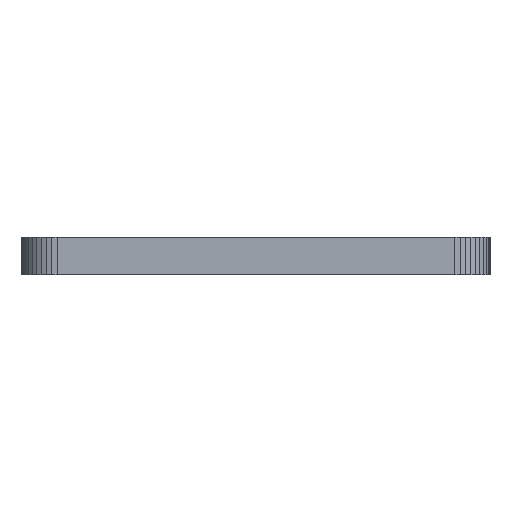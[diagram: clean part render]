
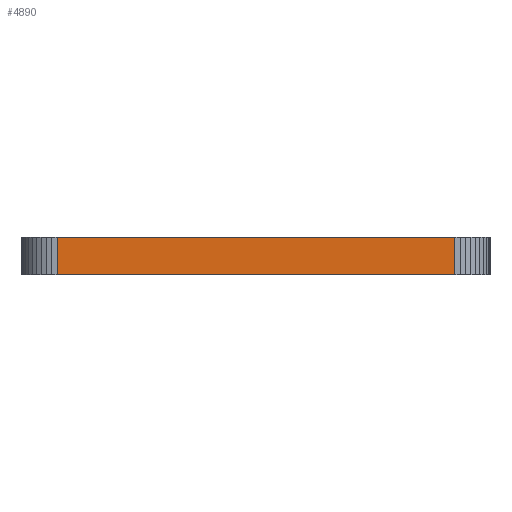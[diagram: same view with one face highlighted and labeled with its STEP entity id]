
A CAD part, front view. The second image highlights one B-rep face of the part: STEP entity #4890.
In plain terms, the highlighted planar face has unit normal (0, -1, 0).
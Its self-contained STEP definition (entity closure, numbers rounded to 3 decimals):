
#90 = PLANE('',#91);
#91 = AXIS2_PLACEMENT_3D('',#92,#93,#94);
#92 = CARTESIAN_POINT('',(0.,17.,1.6));
#93 = DIRECTION('',(-0.,-0.,-1.));
#94 = DIRECTION('',(-1.,0.,0.));
#144 = PLANE('',#145);
#145 = AXIS2_PLACEMENT_3D('',#146,#147,#148);
#146 = CARTESIAN_POINT('',(0.,17.,0.));
#147 = DIRECTION('',(-0.,-0.,-1.));
#148 = DIRECTION('',(-1.,0.,0.));
#785 = VERTEX_POINT('',#786);
#786 = CARTESIAN_POINT('',(8.5,-8.5,0.));
#800 = PLANE('',#801);
#801 = AXIS2_PLACEMENT_3D('',#802,#803,#804);
#802 = CARTESIAN_POINT('',(8.735,-8.482,0.));
#803 = DIRECTION('',(0.078,-0.997,0.));
#804 = DIRECTION('',(-0.997,-0.078,0.));
#812 = EDGE_CURVE('',#785,#813,#815,.T.);
#813 = VERTEX_POINT('',#814);
#814 = CARTESIAN_POINT('',(-8.5,-8.5,0.));
#815 = SURFACE_CURVE('',#816,(#820,#827),.PCURVE_S1.);
#816 = LINE('',#817,#818);
#817 = CARTESIAN_POINT('',(8.5,-8.5,0.));
#818 = VECTOR('',#819,1.);
#819 = DIRECTION('',(-1.,0.,0.));
#820 = PCURVE('',#144,#821);
#821 = DEFINITIONAL_REPRESENTATION('',(#822),#826);
#822 = LINE('',#823,#824);
#823 = CARTESIAN_POINT('',(-8.5,-25.5));
#824 = VECTOR('',#825,1.);
#825 = DIRECTION('',(1.,0.));
#826 = ( GEOMETRIC_REPRESENTATION_CONTEXT(2) 
PARAMETRIC_REPRESENTATION_CONTEXT() REPRESENTATION_CONTEXT('2D SPACE',''
  ) );
#827 = PCURVE('',#828,#833);
#828 = PLANE('',#829);
#829 = AXIS2_PLACEMENT_3D('',#830,#831,#832);
#830 = CARTESIAN_POINT('',(8.5,-8.5,0.));
#831 = DIRECTION('',(0.,-1.,0.));
#832 = DIRECTION('',(-1.,0.,0.));
#833 = DEFINITIONAL_REPRESENTATION('',(#834),#838);
#834 = LINE('',#835,#836);
#835 = CARTESIAN_POINT('',(0.,-0.));
#836 = VECTOR('',#837,1.);
#837 = DIRECTION('',(1.,0.));
#838 = ( GEOMETRIC_REPRESENTATION_CONTEXT(2) 
PARAMETRIC_REPRESENTATION_CONTEXT() REPRESENTATION_CONTEXT('2D SPACE',''
  ) );
#856 = PLANE('',#857);
#857 = AXIS2_PLACEMENT_3D('',#858,#859,#860);
#858 = CARTESIAN_POINT('',(-8.5,-8.5,0.));
#859 = DIRECTION('',(-0.078,-0.997,0.));
#860 = DIRECTION('',(-0.997,0.078,0.));
#2652 = VERTEX_POINT('',#2653);
#2653 = CARTESIAN_POINT('',(8.5,-8.5,1.6));
#2674 = EDGE_CURVE('',#2652,#2675,#2677,.T.);
#2675 = VERTEX_POINT('',#2676);
#2676 = CARTESIAN_POINT('',(-8.5,-8.5,1.6));
#2677 = SURFACE_CURVE('',#2678,(#2682,#2689),.PCURVE_S1.);
#2678 = LINE('',#2679,#2680);
#2679 = CARTESIAN_POINT('',(8.5,-8.5,1.6));
#2680 = VECTOR('',#2681,1.);
#2681 = DIRECTION('',(-1.,0.,0.));
#2682 = PCURVE('',#90,#2683);
#2683 = DEFINITIONAL_REPRESENTATION('',(#2684),#2688);
#2684 = LINE('',#2685,#2686);
#2685 = CARTESIAN_POINT('',(-8.5,-25.5));
#2686 = VECTOR('',#2687,1.);
#2687 = DIRECTION('',(1.,0.));
#2688 = ( GEOMETRIC_REPRESENTATION_CONTEXT(2) 
PARAMETRIC_REPRESENTATION_CONTEXT() REPRESENTATION_CONTEXT('2D SPACE',''
  ) );
#2689 = PCURVE('',#828,#2690);
#2690 = DEFINITIONAL_REPRESENTATION('',(#2691),#2695);
#2691 = LINE('',#2692,#2693);
#2692 = CARTESIAN_POINT('',(0.,-1.6));
#2693 = VECTOR('',#2694,1.);
#2694 = DIRECTION('',(1.,0.));
#2695 = ( GEOMETRIC_REPRESENTATION_CONTEXT(2) 
PARAMETRIC_REPRESENTATION_CONTEXT() REPRESENTATION_CONTEXT('2D SPACE',''
  ) );
#4842 = EDGE_CURVE('',#785,#2652,#4843,.T.);
#4843 = SURFACE_CURVE('',#4844,(#4848,#4855),.PCURVE_S1.);
#4844 = LINE('',#4845,#4846);
#4845 = CARTESIAN_POINT('',(8.5,-8.5,0.));
#4846 = VECTOR('',#4847,1.);
#4847 = DIRECTION('',(0.,0.,1.));
#4848 = PCURVE('',#800,#4849);
#4849 = DEFINITIONAL_REPRESENTATION('',(#4850),#4854);
#4850 = LINE('',#4851,#4852);
#4851 = CARTESIAN_POINT('',(0.235,0.));
#4852 = VECTOR('',#4853,1.);
#4853 = DIRECTION('',(0.,-1.));
#4854 = ( GEOMETRIC_REPRESENTATION_CONTEXT(2) 
PARAMETRIC_REPRESENTATION_CONTEXT() REPRESENTATION_CONTEXT('2D SPACE',''
  ) );
#4855 = PCURVE('',#828,#4856);
#4856 = DEFINITIONAL_REPRESENTATION('',(#4857),#4861);
#4857 = LINE('',#4858,#4859);
#4858 = CARTESIAN_POINT('',(0.,-0.));
#4859 = VECTOR('',#4860,1.);
#4860 = DIRECTION('',(0.,-1.));
#4861 = ( GEOMETRIC_REPRESENTATION_CONTEXT(2) 
PARAMETRIC_REPRESENTATION_CONTEXT() REPRESENTATION_CONTEXT('2D SPACE',''
  ) );
#4890 = ADVANCED_FACE('',(#4891),#828,.T.);
#4891 = FACE_BOUND('',#4892,.T.);
#4892 = EDGE_LOOP('',(#4893,#4894,#4895,#4916));
#4893 = ORIENTED_EDGE('',*,*,#4842,.T.);
#4894 = ORIENTED_EDGE('',*,*,#2674,.T.);
#4895 = ORIENTED_EDGE('',*,*,#4896,.F.);
#4896 = EDGE_CURVE('',#813,#2675,#4897,.T.);
#4897 = SURFACE_CURVE('',#4898,(#4902,#4909),.PCURVE_S1.);
#4898 = LINE('',#4899,#4900);
#4899 = CARTESIAN_POINT('',(-8.5,-8.5,0.));
#4900 = VECTOR('',#4901,1.);
#4901 = DIRECTION('',(0.,0.,1.));
#4902 = PCURVE('',#828,#4903);
#4903 = DEFINITIONAL_REPRESENTATION('',(#4904),#4908);
#4904 = LINE('',#4905,#4906);
#4905 = CARTESIAN_POINT('',(17.,0.));
#4906 = VECTOR('',#4907,1.);
#4907 = DIRECTION('',(0.,-1.));
#4908 = ( GEOMETRIC_REPRESENTATION_CONTEXT(2) 
PARAMETRIC_REPRESENTATION_CONTEXT() REPRESENTATION_CONTEXT('2D SPACE',''
  ) );
#4909 = PCURVE('',#856,#4910);
#4910 = DEFINITIONAL_REPRESENTATION('',(#4911),#4915);
#4911 = LINE('',#4912,#4913);
#4912 = CARTESIAN_POINT('',(0.,0.));
#4913 = VECTOR('',#4914,1.);
#4914 = DIRECTION('',(0.,-1.));
#4915 = ( GEOMETRIC_REPRESENTATION_CONTEXT(2) 
PARAMETRIC_REPRESENTATION_CONTEXT() REPRESENTATION_CONTEXT('2D SPACE',''
  ) );
#4916 = ORIENTED_EDGE('',*,*,#812,.F.);
